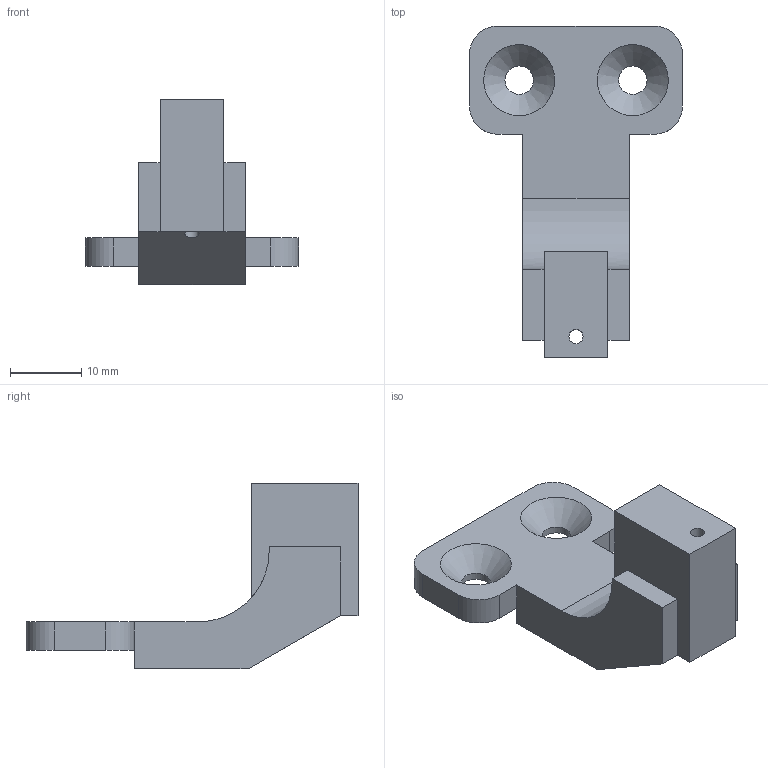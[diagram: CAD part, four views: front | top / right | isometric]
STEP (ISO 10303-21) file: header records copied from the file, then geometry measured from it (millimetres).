
FILE_DESCRIPTION(/* description */ ('Unknown'),/* implementation_level */ '2;1');
FILE_NAME(/* name */ 'Magnet-Sensor-Holder-Pirmary-Released-1',/* time_stamp */ '2021-05-28T16:49:35-05:00',/* author */ ('Unknown'),/* organization */ ('Unknown'),/* preprocessor_version */ 'ST-DEVELOPER v16.7',/* originating_system */ 'Solid Edge',/* authorisation */ 'Unknown');
FILE_SCHEMA (('AUTOMOTIVE_DESIGN {1 0 10303 214 3 1 1}'));
Length unit declared in the file: millimetre
Products named in the file (1): MagnetSensorHolderPirmary
Bounding box: 30 x 46.74 x 26.13 mm (x, y, z)
Volume: 7038.6 mm3; surface area: 3588.4 mm2
Topology: 1 solids, 1 shells, 34 faces, 97 edges, 64 vertices
Faces by surface type: plane 24, cylinder 8, cone 2
Full cylindrical faces by diameter (mm): 2 x1, 4 x2
Entity records: 1079 total; most frequent: CARTESIAN_POINT 181, DIRECTION 179, ORIENTED_EDGE 174, EDGE_CURVE 87, LINE 65, VECTOR 65, VERTEX_POINT 59, AXIS2_PLACEMENT_3D 57
